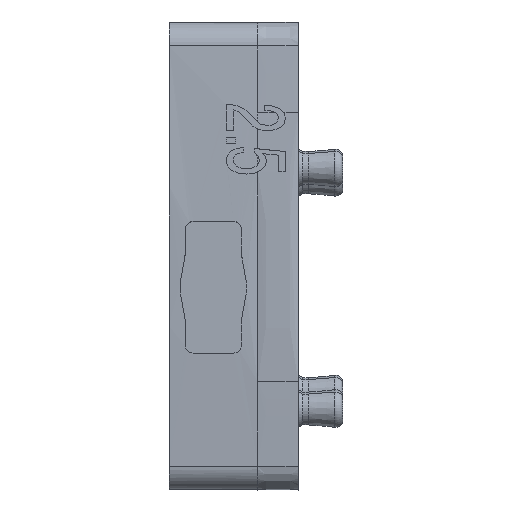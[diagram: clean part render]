
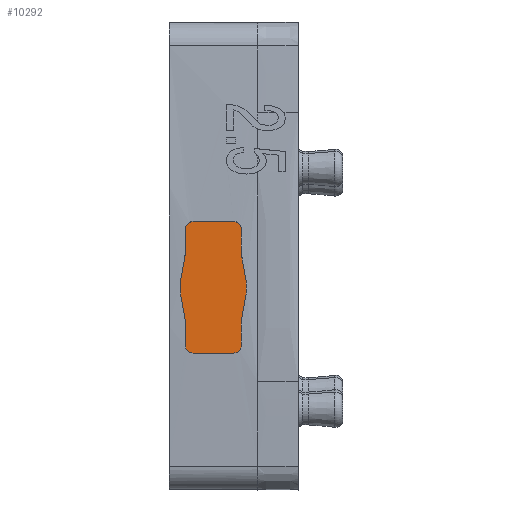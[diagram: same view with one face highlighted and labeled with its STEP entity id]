
A CAD part, top view. The second image highlights one B-rep face of the part: STEP entity #10292.
In plain terms, the highlighted planar face has unit normal (0, 0, 1).
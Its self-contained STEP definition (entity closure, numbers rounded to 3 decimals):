
#9479=AXIS2_PLACEMENT_3D('Circle Axis2P3D',#9477,#9478,$) ;
#9618=AXIS2_PLACEMENT_3D('Circle Axis2P3D',#9616,#9617,$) ;
#9666=AXIS2_PLACEMENT_3D('Circle Axis2P3D',#9664,#9665,$) ;
#9805=AXIS2_PLACEMENT_3D('Circle Axis2P3D',#9803,#9804,$) ;
#10272=AXIS2_PLACEMENT_3D('Plane Axis2P3D',#10269,#10270,#10271) ;
#9450=CARTESIAN_POINT('Vertex',(0.95,10.605,43.7)) ;
#9453=CARTESIAN_POINT('Line Origine',(1.75,10.605,43.7)) ;
#9457=CARTESIAN_POINT('Vertex',(2.55,10.605,43.7)) ;
#9477=CARTESIAN_POINT('Axis2P3D Location',(0.95,10.305,43.7)) ;
#9481=CARTESIAN_POINT('Vertex',(0.65,10.305,43.7)) ;
#9505=CARTESIAN_POINT('Vertex',(0.65,9.365,43.7)) ;
#9508=CARTESIAN_POINT('Line Origine',(0.65,9.835,43.7)) ;
#9525=CARTESIAN_POINT('Line Origine',(0.55,8.798,43.7)) ;
#9529=CARTESIAN_POINT('Vertex',(0.45,8.231,43.7)) ;
#9553=CARTESIAN_POINT('Vertex',(0.45,7.78,43.7)) ;
#9556=CARTESIAN_POINT('Line Origine',(0.45,8.005,43.7)) ;
#9577=CARTESIAN_POINT('Vertex',(0.65,6.645,43.7)) ;
#9580=CARTESIAN_POINT('Line Origine',(0.55,7.213,43.7)) ;
#9596=CARTESIAN_POINT('Vertex',(0.65,5.705,43.7)) ;
#9599=CARTESIAN_POINT('Line Origine',(0.65,6.175,43.7)) ;
#9616=CARTESIAN_POINT('Axis2P3D Location',(0.95,5.705,43.7)) ;
#9620=CARTESIAN_POINT('Vertex',(0.95,5.405,43.7)) ;
#9640=CARTESIAN_POINT('Line Origine',(1.75,5.405,43.7)) ;
#9644=CARTESIAN_POINT('Vertex',(2.55,5.405,43.7)) ;
#9664=CARTESIAN_POINT('Axis2P3D Location',(2.55,5.705,43.7)) ;
#9668=CARTESIAN_POINT('Vertex',(2.85,5.705,43.7)) ;
#9688=CARTESIAN_POINT('Line Origine',(2.85,6.175,43.7)) ;
#9692=CARTESIAN_POINT('Vertex',(2.85,6.645,43.7)) ;
#9712=CARTESIAN_POINT('Line Origine',(2.95,7.213,43.7)) ;
#9716=CARTESIAN_POINT('Vertex',(3.05,7.78,43.7)) ;
#9736=CARTESIAN_POINT('Line Origine',(3.05,8.005,43.7)) ;
#9740=CARTESIAN_POINT('Vertex',(3.05,8.231,43.7)) ;
#9764=CARTESIAN_POINT('Vertex',(2.85,9.365,43.7)) ;
#9767=CARTESIAN_POINT('Line Origine',(2.95,8.798,43.7)) ;
#9779=CARTESIAN_POINT('Line Origine',(2.85,9.835,43.7)) ;
#9783=CARTESIAN_POINT('Vertex',(2.85,10.305,43.7)) ;
#9803=CARTESIAN_POINT('Axis2P3D Location',(2.55,10.305,43.7)) ;
#10269=CARTESIAN_POINT('Axis2P3D Location',(0.,10.605,43.7)) ;
#9454=DIRECTION('Vector Direction',(-1.,0.,0.)) ;
#9478=DIRECTION('Axis2P3D Direction',(0.,0.,-1.)) ;
#9509=DIRECTION('Vector Direction',(0.,-1.,0.)) ;
#9526=DIRECTION('Vector Direction',(0.174,0.985,0.)) ;
#9557=DIRECTION('Vector Direction',(0.,1.,0.)) ;
#9581=DIRECTION('Vector Direction',(0.174,-0.985,0.)) ;
#9600=DIRECTION('Vector Direction',(0.,-1.,0.)) ;
#9617=DIRECTION('Axis2P3D Direction',(0.,0.,-1.)) ;
#9641=DIRECTION('Vector Direction',(-1.,0.,0.)) ;
#9665=DIRECTION('Axis2P3D Direction',(0.,0.,1.)) ;
#9689=DIRECTION('Vector Direction',(0.,-1.,0.)) ;
#9713=DIRECTION('Vector Direction',(-0.174,-0.985,0.)) ;
#9737=DIRECTION('Vector Direction',(0.,1.,0.)) ;
#9768=DIRECTION('Vector Direction',(-0.174,0.985,0.)) ;
#9780=DIRECTION('Vector Direction',(0.,-1.,0.)) ;
#9804=DIRECTION('Axis2P3D Direction',(0.,0.,1.)) ;
#10270=DIRECTION('Axis2P3D Direction',(0.,0.,1.)) ;
#10271=DIRECTION('Axis2P3D XDirection',(0.,-1.,0.)) ;
#9455=VECTOR('Line Direction',#9454,1.) ;
#9510=VECTOR('Line Direction',#9509,1.) ;
#9527=VECTOR('Line Direction',#9526,1.) ;
#9558=VECTOR('Line Direction',#9557,1.) ;
#9582=VECTOR('Line Direction',#9581,1.) ;
#9601=VECTOR('Line Direction',#9600,1.) ;
#9642=VECTOR('Line Direction',#9641,1.) ;
#9690=VECTOR('Line Direction',#9689,1.) ;
#9714=VECTOR('Line Direction',#9713,1.) ;
#9738=VECTOR('Line Direction',#9737,1.) ;
#9769=VECTOR('Line Direction',#9768,1.) ;
#9781=VECTOR('Line Direction',#9780,1.) ;
#10275=ORIENTED_EDGE('',*,*,#9646,.T.) ;
#10276=ORIENTED_EDGE('',*,*,#9670,.F.) ;
#10277=ORIENTED_EDGE('',*,*,#9694,.F.) ;
#10278=ORIENTED_EDGE('',*,*,#9718,.F.) ;
#10279=ORIENTED_EDGE('',*,*,#9742,.T.) ;
#10280=ORIENTED_EDGE('',*,*,#9771,.T.) ;
#10281=ORIENTED_EDGE('',*,*,#9785,.F.) ;
#10282=ORIENTED_EDGE('',*,*,#9807,.F.) ;
#10283=ORIENTED_EDGE('',*,*,#9459,.F.) ;
#10284=ORIENTED_EDGE('',*,*,#9483,.T.) ;
#10285=ORIENTED_EDGE('',*,*,#9512,.T.) ;
#10286=ORIENTED_EDGE('',*,*,#9531,.F.) ;
#10287=ORIENTED_EDGE('',*,*,#9560,.F.) ;
#10288=ORIENTED_EDGE('',*,*,#9584,.T.) ;
#10289=ORIENTED_EDGE('',*,*,#9603,.T.) ;
#10290=ORIENTED_EDGE('',*,*,#9622,.T.) ;
#10292=ADVANCED_FACE('MLD',(#10291),#10273,.T.) ;
#9480=CIRCLE('generated circle',#9479,0.3) ;
#9619=CIRCLE('generated circle',#9618,0.3) ;
#9667=CIRCLE('generated circle',#9666,0.3) ;
#9806=CIRCLE('generated circle',#9805,0.3) ;
#9459=EDGE_CURVE('',#9451,#9458,#9456,.F.) ;
#9483=EDGE_CURVE('',#9451,#9482,#9480,.F.) ;
#9512=EDGE_CURVE('',#9482,#9506,#9511,.T.) ;
#9531=EDGE_CURVE('',#9530,#9506,#9528,.T.) ;
#9560=EDGE_CURVE('',#9554,#9530,#9559,.T.) ;
#9584=EDGE_CURVE('',#9554,#9578,#9583,.T.) ;
#9603=EDGE_CURVE('',#9578,#9597,#9602,.T.) ;
#9622=EDGE_CURVE('',#9597,#9621,#9619,.F.) ;
#9646=EDGE_CURVE('',#9621,#9645,#9643,.F.) ;
#9670=EDGE_CURVE('',#9669,#9645,#9667,.F.) ;
#9694=EDGE_CURVE('',#9693,#9669,#9691,.T.) ;
#9718=EDGE_CURVE('',#9717,#9693,#9715,.T.) ;
#9742=EDGE_CURVE('',#9717,#9741,#9739,.T.) ;
#9771=EDGE_CURVE('',#9741,#9765,#9770,.T.) ;
#9785=EDGE_CURVE('',#9784,#9765,#9782,.T.) ;
#9807=EDGE_CURVE('',#9458,#9784,#9806,.F.) ;
#10274=EDGE_LOOP('',(#10275,#10276,#10277,#10278,#10279,#10280,#10281,#10282,#10283,#10284,#10285,#10286,#10287,#10288,#10289,#10290)) ;
#10291=FACE_OUTER_BOUND('',#10274,.T.) ;
#9456=LINE('Line',#9453,#9455) ;
#9511=LINE('Line',#9508,#9510) ;
#9528=LINE('Line',#9525,#9527) ;
#9559=LINE('Line',#9556,#9558) ;
#9583=LINE('Line',#9580,#9582) ;
#9602=LINE('Line',#9599,#9601) ;
#9643=LINE('Line',#9640,#9642) ;
#9691=LINE('Line',#9688,#9690) ;
#9715=LINE('Line',#9712,#9714) ;
#9739=LINE('Line',#9736,#9738) ;
#9770=LINE('Line',#9767,#9769) ;
#9782=LINE('Line',#9779,#9781) ;
#10273=PLANE('',#10272) ;
#9451=VERTEX_POINT('',#9450) ;
#9458=VERTEX_POINT('',#9457) ;
#9482=VERTEX_POINT('',#9481) ;
#9506=VERTEX_POINT('',#9505) ;
#9530=VERTEX_POINT('',#9529) ;
#9554=VERTEX_POINT('',#9553) ;
#9578=VERTEX_POINT('',#9577) ;
#9597=VERTEX_POINT('',#9596) ;
#9621=VERTEX_POINT('',#9620) ;
#9645=VERTEX_POINT('',#9644) ;
#9669=VERTEX_POINT('',#9668) ;
#9693=VERTEX_POINT('',#9692) ;
#9717=VERTEX_POINT('',#9716) ;
#9741=VERTEX_POINT('',#9740) ;
#9765=VERTEX_POINT('',#9764) ;
#9784=VERTEX_POINT('',#9783) ;
